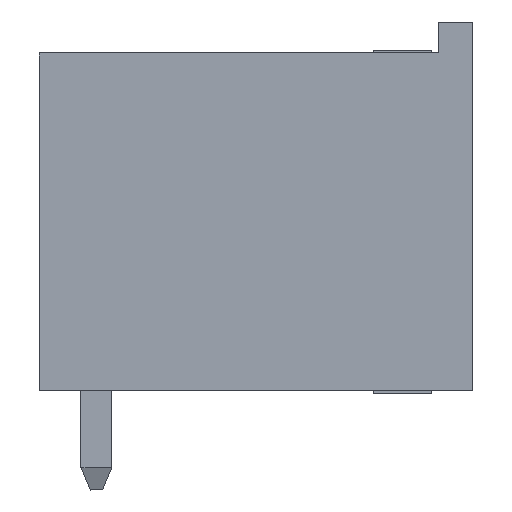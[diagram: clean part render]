
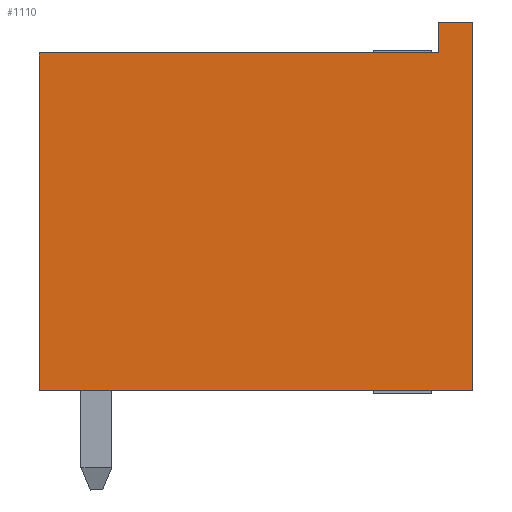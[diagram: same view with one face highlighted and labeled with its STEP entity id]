
A CAD part, left-side view. The second image highlights one B-rep face of the part: STEP entity #1110.
In plain terms, the highlighted planar face has unit normal (-1, 0.026, 0).
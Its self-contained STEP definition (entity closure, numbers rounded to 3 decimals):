
#1088=AXIS2_PLACEMENT_3D('Plane Axis2P3D',#1085,#1086,#1087) ;
#321=CARTESIAN_POINT('Vertex',(-15.,0.,15.1)) ;
#324=CARTESIAN_POINT('Line Origine',(-15.,0.,9.15)) ;
#328=CARTESIAN_POINT('Vertex',(-15.,0.,3.2)) ;
#933=CARTESIAN_POINT('Vertex',(-14.633,14.,14.1)) ;
#936=CARTESIAN_POINT('Line Origine',(-14.802,7.55,14.1)) ;
#940=CARTESIAN_POINT('Vertex',(-14.971,1.1,14.1)) ;
#981=CARTESIAN_POINT('Vertex',(-14.971,1.1,15.1)) ;
#984=CARTESIAN_POINT('Line Origine',(-14.971,1.1,14.6)) ;
#1001=CARTESIAN_POINT('Line Origine',(-14.986,0.55,15.1)) ;
#1085=CARTESIAN_POINT('Axis2P3D Location',(-15.,0.,8.9)) ;
#1090=CARTESIAN_POINT('Line Origine',(-14.633,14.,8.65)) ;
#1094=CARTESIAN_POINT('Vertex',(-14.633,14.,3.2)) ;
#1097=CARTESIAN_POINT('Line Origine',(-14.817,7.,3.2)) ;
#325=DIRECTION('Vector Direction',(0.,0.,-1.)) ;
#937=DIRECTION('Vector Direction',(-0.026,-1.,0.)) ;
#985=DIRECTION('Vector Direction',(0.,0.,1.)) ;
#1002=DIRECTION('Vector Direction',(-0.026,-1.,0.)) ;
#1086=DIRECTION('Axis2P3D Direction',(-1.,0.026,0.)) ;
#1087=DIRECTION('Axis2P3D XDirection',(0.,0.,-1.)) ;
#1091=DIRECTION('Vector Direction',(0.,0.,-1.)) ;
#1098=DIRECTION('Vector Direction',(0.026,1.,0.)) ;
#326=VECTOR('Line Direction',#325,1.) ;
#938=VECTOR('Line Direction',#937,1.) ;
#986=VECTOR('Line Direction',#985,1.) ;
#1003=VECTOR('Line Direction',#1002,1.) ;
#1092=VECTOR('Line Direction',#1091,1.) ;
#1099=VECTOR('Line Direction',#1098,1.) ;
#1103=ORIENTED_EDGE('',*,*,#330,.F.) ;
#1104=ORIENTED_EDGE('',*,*,#1005,.F.) ;
#1105=ORIENTED_EDGE('',*,*,#988,.F.) ;
#1106=ORIENTED_EDGE('',*,*,#942,.F.) ;
#1107=ORIENTED_EDGE('',*,*,#1096,.T.) ;
#1108=ORIENTED_EDGE('',*,*,#1101,.F.) ;
#1110=ADVANCED_FACE('Housing',(#1109),#1089,.T.) ;
#330=EDGE_CURVE('',#322,#329,#327,.T.) ;
#942=EDGE_CURVE('',#934,#941,#939,.T.) ;
#988=EDGE_CURVE('',#941,#982,#987,.T.) ;
#1005=EDGE_CURVE('',#982,#322,#1004,.T.) ;
#1096=EDGE_CURVE('',#934,#1095,#1093,.T.) ;
#1101=EDGE_CURVE('',#329,#1095,#1100,.T.) ;
#1102=EDGE_LOOP('',(#1103,#1104,#1105,#1106,#1107,#1108)) ;
#1109=FACE_OUTER_BOUND('',#1102,.T.) ;
#327=LINE('Line',#324,#326) ;
#939=LINE('Line',#936,#938) ;
#987=LINE('Line',#984,#986) ;
#1004=LINE('Line',#1001,#1003) ;
#1093=LINE('Line',#1090,#1092) ;
#1100=LINE('Line',#1097,#1099) ;
#1089=PLANE('',#1088) ;
#322=VERTEX_POINT('',#321) ;
#329=VERTEX_POINT('',#328) ;
#934=VERTEX_POINT('',#933) ;
#941=VERTEX_POINT('',#940) ;
#982=VERTEX_POINT('',#981) ;
#1095=VERTEX_POINT('',#1094) ;
